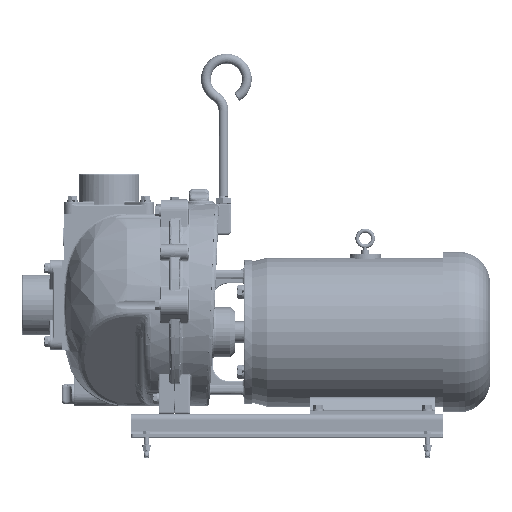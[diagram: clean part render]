
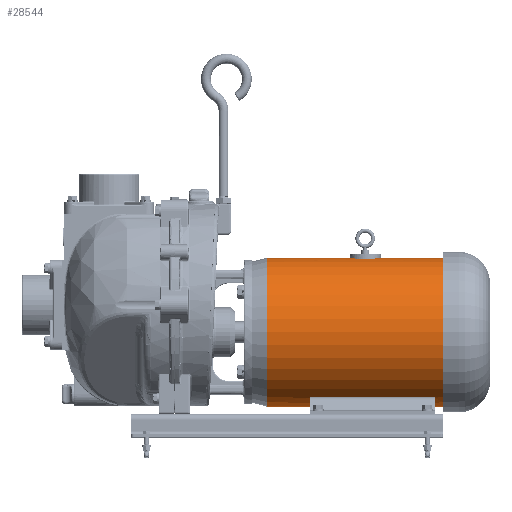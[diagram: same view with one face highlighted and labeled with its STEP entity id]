
A CAD part, top view. The second image highlights one B-rep face of the part: STEP entity #28544.
In plain terms, the highlighted cylindrical face has radius 121.412 mm (diameter 242.824 mm), a full revolution.
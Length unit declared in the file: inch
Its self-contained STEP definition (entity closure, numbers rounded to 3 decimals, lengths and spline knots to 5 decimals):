
#28275=CARTESIAN_POINT('',(-2.61646,-5.29985,-2.23008));
#28276=VERTEX_POINT('',#28275);
#28284=CARTESIAN_POINT('',(5.38354,-5.29985,-2.23008));
#28285=VERTEX_POINT('',#28284);
#28286=CARTESIAN_POINT('',(5.38354,-5.29985,-2.23008));
#28287=DIRECTION('',(-1.0,0.0,0.0));
#28288=VECTOR('',#28287,8.);
#28289=LINE('',#28286,#28288);
#28290=EDGE_CURVE('',#28285,#28276,#28289,.T.);
#28308=CARTESIAN_POINT('',(-2.61646,-5.29985,2.23008));
#28309=VERTEX_POINT('',#28308);
#28318=CARTESIAN_POINT('',(5.38354,-5.29985,2.23008));
#28319=VERTEX_POINT('',#28318);
#28327=CARTESIAN_POINT('',(5.38354,-5.29985,2.23008));
#28328=DIRECTION('',(-1.0,0.0,0.0));
#28329=VECTOR('',#28328,8.);
#28330=LINE('',#28327,#28329);
#28331=EDGE_CURVE('',#28319,#28309,#28330,.T.);
#28343=CARTESIAN_POINT('',(-2.61646,-1.07195,0.0));
#28344=DIRECTION('',(-1.0,0.0,0.0));
#28345=DIRECTION('',(0.0,1.0,0.0));
#28346=AXIS2_PLACEMENT_3D('',#28343,#28344,#28345);
#28347=CIRCLE('',#28346,4.78);
#28348=EDGE_CURVE('',#28276,#28309,#28347,.T.);
#28394=CARTESIAN_POINT('',(5.38354,-1.07195,0.0));
#28395=DIRECTION('',(1.0,0.0,0.0));
#28396=DIRECTION('',(0.0,1.0,0.0));
#28397=AXIS2_PLACEMENT_3D('',#28394,#28395,#28396);
#28398=CIRCLE('',#28397,4.78);
#28399=EDGE_CURVE('',#28319,#28285,#28398,.T.);
#28404=CARTESIAN_POINT('',(1.50354,-1.07195,0.0));
#28405=DIRECTION('',(1.0,0.,0.0));
#28406=DIRECTION('',(0.0,1.0,0.0));
#28407=AXIS2_PLACEMENT_3D('',#28404,#28405,#28406);
#28408=CYLINDRICAL_SURFACE('',#28407,4.78);
#28409=CARTESIAN_POINT('',(-3.12646,-5.85195,0.));
#28410=VERTEX_POINT('',#28409);
#28411=CARTESIAN_POINT('',(-3.12646,-1.07195,0.0));
#28412=DIRECTION('',(-1.0,0.0,0.0));
#28413=DIRECTION('',(0.0,1.0,0.0));
#28414=AXIS2_PLACEMENT_3D('',#28411,#28412,#28413);
#28415=CIRCLE('',#28414,4.78);
#28416=EDGE_CURVE('',#28410,#28410,#28415,.T.);
#28417=ORIENTED_EDGE('',*,*,#28416,.F.);
#28418=EDGE_LOOP('',(#28417));
#28419=FACE_OUTER_BOUND('',#28418,.T.);
#28420=CARTESIAN_POINT('',(8.13354,3.70805,0.0));
#28421=VERTEX_POINT('',#28420);
#28422=CARTESIAN_POINT('',(8.13354,-1.07195,0.0));
#28423=DIRECTION('',(-1.0,0.0,0.0));
#28424=DIRECTION('',(0.0,1.0,0.0));
#28425=AXIS2_PLACEMENT_3D('',#28422,#28423,#28424);
#28426=CIRCLE('',#28425,4.78);
#28427=EDGE_CURVE('',#28421,#28421,#28426,.T.);
#28428=ORIENTED_EDGE('',*,*,#28427,.T.);
#28429=EDGE_LOOP('',(#28428));
#28430=FACE_BOUND('',#28429,.T.);
#28431=CARTESIAN_POINT('',(-2.61646,0.92805,4.34147));
#28432=VERTEX_POINT('',#28431);
#28433=CARTESIAN_POINT('',(0.38354,0.92805,4.34147));
#28434=VERTEX_POINT('',#28433);
#28435=CARTESIAN_POINT('',(-2.61646,0.92805,4.34147));
#28436=DIRECTION('',(1.0,0.0,0.0));
#28437=VECTOR('',#28436,3.);
#28438=LINE('',#28435,#28437);
#28439=EDGE_CURVE('',#28432,#28434,#28438,.T.);
#28440=ORIENTED_EDGE('',*,*,#28439,.T.);
#28441=CARTESIAN_POINT('',(0.38354,-3.07195,4.34147));
#28442=VERTEX_POINT('',#28441);
#28443=CARTESIAN_POINT('',(0.38354,-1.07195,0.0));
#28444=DIRECTION('',(1.0,0.0,0.0));
#28445=DIRECTION('',(0.0,1.0,0.0));
#28446=AXIS2_PLACEMENT_3D('',#28443,#28444,#28445);
#28447=CIRCLE('',#28446,4.78);
#28448=EDGE_CURVE('',#28434,#28442,#28447,.T.);
#28449=ORIENTED_EDGE('',*,*,#28448,.T.);
#28450=CARTESIAN_POINT('',(-2.61646,-3.07195,4.34147));
#28451=VERTEX_POINT('',#28450);
#28452=CARTESIAN_POINT('',(0.38354,-3.07195,4.34147));
#28453=DIRECTION('',(-1.0,0.0,0.0));
#28454=VECTOR('',#28453,3.);
#28455=LINE('',#28452,#28454);
#28456=EDGE_CURVE('',#28442,#28451,#28455,.T.);
#28457=ORIENTED_EDGE('',*,*,#28456,.T.);
#28458=CARTESIAN_POINT('',(-2.61646,-1.07195,0.0));
#28459=DIRECTION('',(-1.0,0.0,0.0));
#28460=DIRECTION('',(0.0,1.0,0.0));
#28461=AXIS2_PLACEMENT_3D('',#28458,#28459,#28460);
#28462=CIRCLE('',#28461,4.78);
#28463=EDGE_CURVE('',#28451,#28432,#28462,.T.);
#28464=ORIENTED_EDGE('',*,*,#28463,.T.);
#28465=EDGE_LOOP('',(#28440,#28449,#28457,#28464));
#28466=FACE_BOUND('',#28465,.T.);
#28467=CARTESIAN_POINT('',(1.87354,3.60228,1.0));
#28468=VERTEX_POINT('',#28467);
#28469=CARTESIAN_POINT('',(1.87354,3.60228,1.0));
#28470=CARTESIAN_POINT('',(1.74037,3.60228,1.0));
#28471=CARTESIAN_POINT('',(1.59819,3.60862,0.97161));
#28472=CARTESIAN_POINT('',(1.46933,3.61972,0.91467));
#28473=CARTESIAN_POINT('',(1.35599,3.62949,0.86458));
#28474=CARTESIAN_POINT('',(1.25281,3.6426,0.79266));
#28475=CARTESIAN_POINT('',(1.16991,3.65494,0.71057));
#28476=CARTESIAN_POINT('',(1.12564,3.66153,0.66673));
#28477=CARTESIAN_POINT('',(1.08428,3.66831,0.61751));
#28478=CARTESIAN_POINT('',(1.04752,3.6747,0.56365));
#28479=CARTESIAN_POINT('',(0.97751,3.68688,0.46104));
#28480=CARTESIAN_POINT('',(0.92559,3.69736,0.34213));
#28481=CARTESIAN_POINT('',(0.89805,3.70298,0.22006));
#28482=CARTESIAN_POINT('',(0.88264,3.70613,0.15174));
#28483=CARTESIAN_POINT('',(0.8747,3.70781,0.08259));
#28484=CARTESIAN_POINT('',(0.87366,3.70802,0.01556));
#28485=CARTESIAN_POINT('',(0.87263,3.70824,-0.05071));
#28486=CARTESIAN_POINT('',(0.87815,3.70707,-0.11814));
#28487=CARTESIAN_POINT('',(0.89097,3.70443,-0.18588));
#28488=CARTESIAN_POINT('',(0.9169,3.6991,-0.32297));
#28489=CARTESIAN_POINT('',(0.97374,3.68745,-0.45789));
#28490=CARTESIAN_POINT('',(1.05316,3.67372,-0.57182));
#28491=CARTESIAN_POINT('',(1.09156,3.66708,-0.62692));
#28492=CARTESIAN_POINT('',(1.13435,3.66014,-0.6766));
#28493=CARTESIAN_POINT('',(1.18096,3.65331,-0.72135));
#28494=CARTESIAN_POINT('',(1.27771,3.63913,-0.81423));
#28495=CARTESIAN_POINT('',(1.40071,3.62425,-0.89247));
#28496=CARTESIAN_POINT('',(1.53399,3.61459,-0.94059));
#28497=CARTESIAN_POINT('',(1.63279,3.60743,-0.97626));
#28498=CARTESIAN_POINT('',(1.73715,3.60319,-0.99573));
#28499=CARTESIAN_POINT('',(1.83753,3.60242,-0.99935));
#28500=CARTESIAN_POINT('',(1.90119,3.60192,-1.00165));
#28501=CARTESIAN_POINT('',(1.9647,3.60272,-0.99799));
#28502=CARTESIAN_POINT('',(2.02943,3.60488,-0.98777));
#28503=CARTESIAN_POINT('',(2.16406,3.60936,-0.96653));
#28504=CARTESIAN_POINT('',(2.29826,3.62013,-0.91564));
#28505=CARTESIAN_POINT('',(2.41364,3.63338,-0.8416));
#28506=CARTESIAN_POINT('',(2.47002,3.63985,-0.80542));
#28507=CARTESIAN_POINT('',(2.52195,3.64682,-0.76398));
#28508=CARTESIAN_POINT('',(2.56802,3.65359,-0.71951));
#28509=CARTESIAN_POINT('',(2.61513,3.66051,-0.67404));
#28510=CARTESIAN_POINT('',(2.65845,3.66757,-0.62335));
#28511=CARTESIAN_POINT('',(2.69711,3.67428,-0.56721));
#28512=CARTESIAN_POINT('',(2.77535,3.68785,-0.4536));
#28513=CARTESIAN_POINT('',(2.83116,3.6993,-0.31956));
#28514=CARTESIAN_POINT('',(2.85655,3.70453,-0.18352));
#28515=CARTESIAN_POINT('',(2.86928,3.70714,-0.11536));
#28516=CARTESIAN_POINT('',(2.87463,3.70828,-0.04767));
#28517=CARTESIAN_POINT('',(2.87336,3.70801,0.01907));
#28518=CARTESIAN_POINT('',(2.87097,3.70751,0.14422));
#28519=CARTESIAN_POINT('',(2.84358,3.7016,0.27631));
#28520=CARTESIAN_POINT('',(2.79131,3.69153,0.39711));
#28521=CARTESIAN_POINT('',(2.74972,3.68351,0.49322));
#28522=CARTESIAN_POINT('',(2.69263,3.67305,0.58241));
#28523=CARTESIAN_POINT('',(2.62646,3.66253,0.65811));
#28524=CARTESIAN_POINT('',(2.58396,3.65577,0.70673));
#28525=CARTESIAN_POINT('',(2.5382,3.64902,0.75001));
#28526=CARTESIAN_POINT('',(2.48643,3.64229,0.79017));
#28527=CARTESIAN_POINT('',(2.37853,3.62826,0.87386));
#28528=CARTESIAN_POINT('',(2.24819,3.61532,0.93759));
#28529=CARTESIAN_POINT('',(2.11284,3.6084,0.97094));
#28530=CARTESIAN_POINT('',(2.03301,3.60432,0.99062));
#28531=CARTESIAN_POINT('',(1.95168,3.60228,1.0));
#28532=CARTESIAN_POINT('',(1.87354,3.60228,1.0));
#28533=B_SPLINE_CURVE_WITH_KNOTS('',3,(#28469,#28470,#28471,#28472,#28473,#28474,#28475,#28476,#28477,#28478,#28479,#28480,#28481,#28482,#28483,#28484,#28485,#28486,#28487,#28488,#28489,#28490,#28491,#28492,#28493,#28494,#28495,#28496,#28497,#28498,#28499,#28500,#28501,#28502,#28503,#28504,#28505,#28506,#28507,#28508,#28509,#28510,#28511,#28512,#28513,#28514,#28515,#28516,#28517,#28518,#28519,#28520,#28521,#28522,#28523,#28524,#28525,#28526,#28527,#28528,#28529,#28530,#28531,#28532),.UNSPECIFIED.,.T.,.U.,(4,3,3,3,3,3,3,3,3,3,3,3,3,3,3,3,3,3,3,3,3,4),(0.0,0.3995,0.75088,0.93851,1.29596,1.49605,1.69385,2.09415,2.2877,2.68946,2.98732,3.17624,3.56919,3.76119,3.95749,4.35469,4.5537,4.92684,5.22372,5.4144,5.81183,6.04625),.UNSPECIFIED.);
#28534=EDGE_CURVE('',#28468,#28468,#28533,.T.);
#28535=ORIENTED_EDGE('',*,*,#28534,.T.);
#28536=EDGE_LOOP('',(#28535));
#28537=FACE_BOUND('',#28536,.T.);
#28538=ORIENTED_EDGE('',*,*,#28331,.F.);
#28539=ORIENTED_EDGE('',*,*,#28399,.T.);
#28540=ORIENTED_EDGE('',*,*,#28290,.T.);
#28541=ORIENTED_EDGE('',*,*,#28348,.T.);
#28542=EDGE_LOOP('',(#28538,#28539,#28540,#28541));
#28543=FACE_BOUND('',#28542,.T.);
#28544=ADVANCED_FACE('',(#28419,#28430,#28466,#28537,#28543),#28408,.T.);
